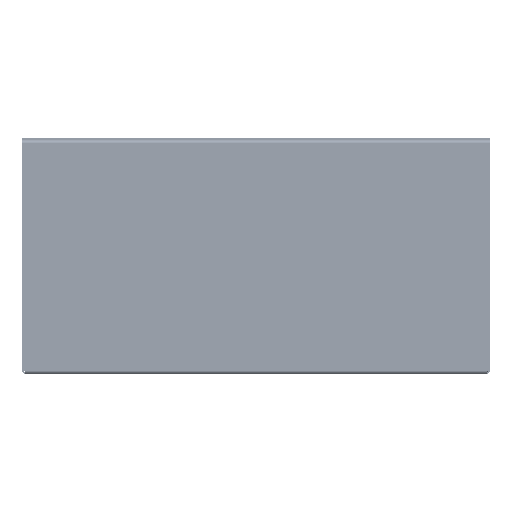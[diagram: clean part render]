
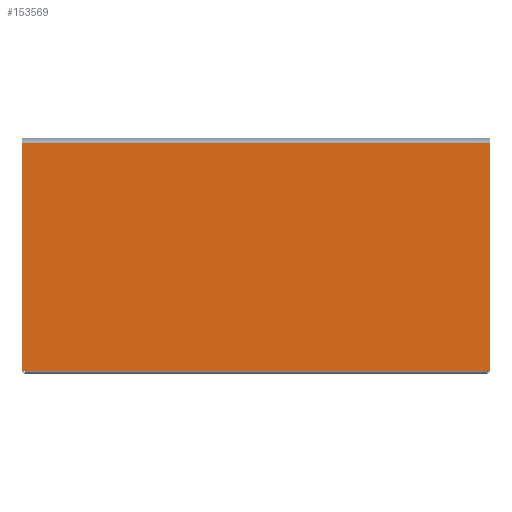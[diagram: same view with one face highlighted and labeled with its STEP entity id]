
A CAD part, left-side view. The second image highlights one B-rep face of the part: STEP entity #153569.
In plain terms, the highlighted planar face has unit normal (-1, 0, 0).
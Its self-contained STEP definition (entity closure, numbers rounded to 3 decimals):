
#13078=PLANE('',#165031);
#27304=LINE('',#307119,#41693);
#27320=LINE('',#307157,#41709);
#27325=LINE('',#307168,#41714);
#27386=LINE('',#307315,#41775);
#27389=LINE('',#307325,#41778);
#27390=LINE('',#307329,#41779);
#41693=VECTOR('',#201770,0.394);
#41709=VECTOR('',#201814,0.394);
#41714=VECTOR('',#201823,0.394);
#41775=VECTOR('',#201992,0.394);
#41778=VECTOR('',#202007,0.394);
#41779=VECTOR('',#202014,0.394);
#51042=FACE_OUTER_BOUND('',#60276,.T.);
#60276=EDGE_LOOP('',(#144865,#144866,#144867,#144868,#144869,#144870));
#78018=VERTEX_POINT('',#307116);
#78019=VERTEX_POINT('',#307118);
#78027=VERTEX_POINT('',#307155);
#78031=VERTEX_POINT('',#307167);
#78063=VERTEX_POINT('',#307314);
#78064=VERTEX_POINT('',#307323);
#100254=EDGE_CURVE('',#78019,#78018,#27304,.T.);
#100273=EDGE_CURVE('',#78027,#78018,#27320,.T.);
#100278=EDGE_CURVE('',#78019,#78031,#27325,.T.);
#100353=EDGE_CURVE('',#78063,#78031,#27386,.T.);
#100359=EDGE_CURVE('',#78027,#78064,#27389,.T.);
#100361=EDGE_CURVE('',#78064,#78063,#27390,.T.);
#144865=ORIENTED_EDGE('',*,*,#100254,.T.);
#144866=ORIENTED_EDGE('',*,*,#100273,.F.);
#144867=ORIENTED_EDGE('',*,*,#100359,.T.);
#144868=ORIENTED_EDGE('',*,*,#100361,.T.);
#144869=ORIENTED_EDGE('',*,*,#100353,.T.);
#144870=ORIENTED_EDGE('',*,*,#100278,.F.);
#153569=ADVANCED_FACE('',(#51042),#13078,.F.);
#165031=AXIS2_PLACEMENT_3D('',#307337,#202027,#202028);
#201770=DIRECTION('',(0.,1.,0.));
#201814=DIRECTION('',(0.,0.,1.));
#201823=DIRECTION('',(0.,0.,-1.));
#201992=DIRECTION('',(0.,-1.,0.));
#202007=DIRECTION('',(0.,-1.,0.));
#202014=DIRECTION('',(0.,-1.,0.));
#202027=DIRECTION('center_axis',(1.,0.,0.));
#202028=DIRECTION('ref_axis',(0.,0.,
-1.));
#307116=CARTESIAN_POINT('',(-5.966,5.943,2.912));
#307118=CARTESIAN_POINT('',(-5.966,-6.057,2.912));
#307119=CARTESIAN_POINT('',(-5.966,-3.057,2.912));
#307155=CARTESIAN_POINT('',(-5.966,5.943,-2.912));
#307157=CARTESIAN_POINT('',(-5.966,5.943,-2.912));
#307167=CARTESIAN_POINT('',(-5.966,-6.057,-2.912));
#307168=CARTESIAN_POINT('',(-5.966,-6.057,-3.008));
#307314=CARTESIAN_POINT('',(-5.966,-5.969,-2.912));
#307315=CARTESIAN_POINT('',(-5.966,-0.057,-2.912));
#307323=CARTESIAN_POINT('',(-5.966,5.855,-2.912));
#307325=CARTESIAN_POINT('',(-5.966,-0.057,-2.912));
#307329=CARTESIAN_POINT('',(-5.966,-0.057,-2.912));
#307337=CARTESIAN_POINT('Origin',(-5.966,-0.057,
-0.004));
